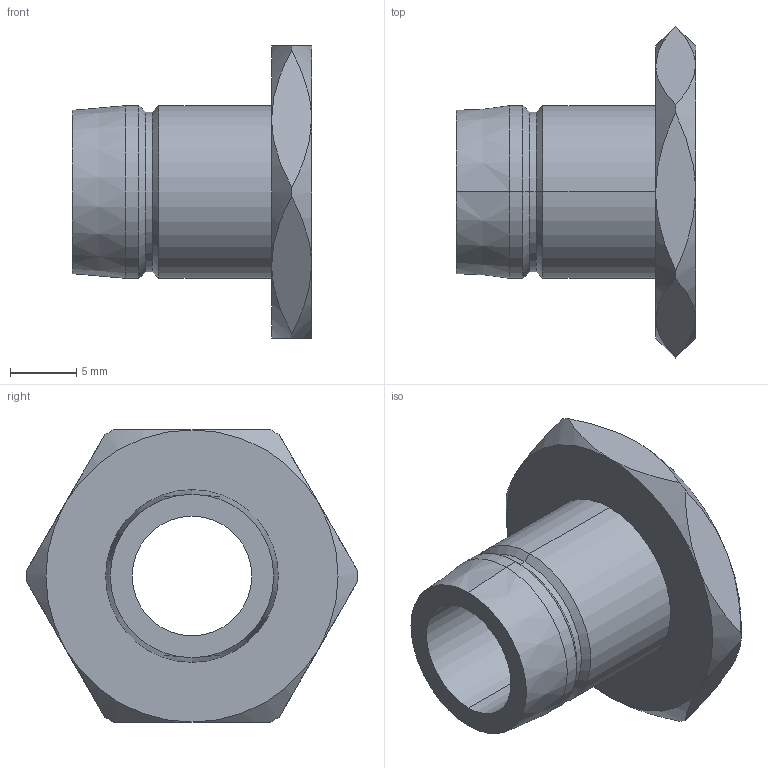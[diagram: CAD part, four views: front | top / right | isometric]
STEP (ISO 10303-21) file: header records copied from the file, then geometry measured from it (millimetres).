
FILE_DESCRIPTION (( 'STEP AP203' ), '1' );
FILE_NAME ('9d49.STEP', '2025-08-19T14:55:26', ( '' ), ( '' ), 'SwSTEP 2.0', 'SolidWorks 2019', '' );
FILE_SCHEMA (( 'CONFIG_CONTROL_DESIGN' ));
Length unit declared in the file: millimetre
Products named in the file (1): 9d49
Bounding box: 18 x 25 x 22 mm (x, y, z)
Volume: 2015.5 mm3; surface area: 1999.8 mm2
Topology: 1 solids, 1 shells, 35 faces, 74 edges, 42 vertices
Faces by surface type: cone 18, plane 9, cylinder 8
Entity records: 1145 total; most frequent: CARTESIAN_POINT 336, DIRECTION 158, ORIENTED_EDGE 148, EDGE_CURVE 74, AXIS2_PLACEMENT_3D 72, VERTEX_POINT 42, EDGE_LOOP 38, CIRCLE 36
